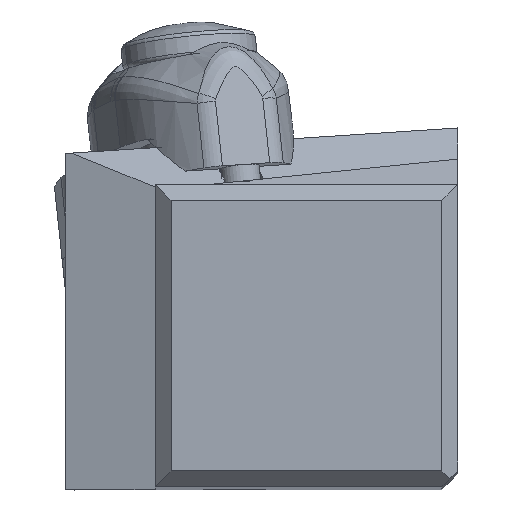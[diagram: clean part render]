
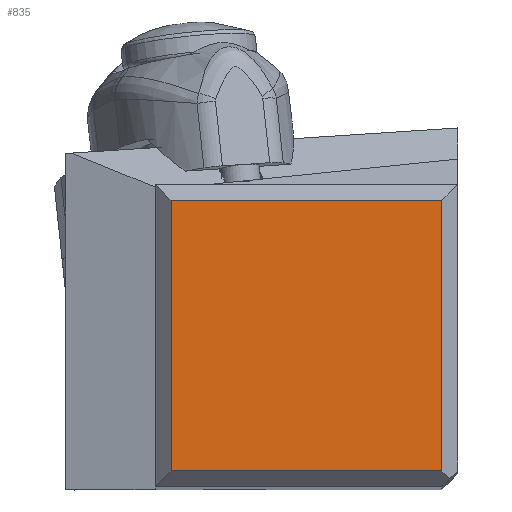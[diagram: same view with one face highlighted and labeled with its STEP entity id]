
A CAD part, top view. The second image highlights one B-rep face of the part: STEP entity #835.
In plain terms, the highlighted planar face has unit normal (0, 0, 1).
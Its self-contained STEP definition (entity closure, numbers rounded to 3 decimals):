
#550=FACE_OUTER_BOUND('',#1242,.T.);
#835=ADVANCED_FACE('',(#550),#1121,.T.);
#1121=PLANE('',#5654);
#1242=EDGE_LOOP('',(#1677,#1678,#1679,#1680));
#1677=ORIENTED_EDGE('',*,*,#3808,.F.);
#1678=ORIENTED_EDGE('',*,*,#3815,.F.);
#1679=ORIENTED_EDGE('',*,*,#3842,.F.);
#1680=ORIENTED_EDGE('',*,*,#3843,.T.);
#3241=VERTEX_POINT('',#7649);
#3242=VERTEX_POINT('',#7651);
#3246=VERTEX_POINT('',#7663);
#3265=VERTEX_POINT('',#7716);
#3808=EDGE_CURVE('',#3241,#3242,#4971,.T.);
#3815=EDGE_CURVE('',#3246,#3241,#4978,.T.);
#3842=EDGE_CURVE('',#3265,#3246,#5002,.T.);
#3843=EDGE_CURVE('',#3265,#3242,#5003,.T.);
#4971=LINE('',#7650,#5268);
#4978=LINE('',#7664,#5275);
#5002=LINE('',#7717,#5299);
#5003=LINE('',#7719,#5300);
#5268=VECTOR('',#6282,1.);
#5275=VECTOR('',#6293,1.);
#5299=VECTOR('',#6337,1.);
#5300=VECTOR('',#6340,1.);
#5654=AXIS2_PLACEMENT_3D('',#7720,#6341,#6342);
#6282=DIRECTION('',(-1.,0.,0.));
#6293=DIRECTION('',(0.,-1.,0.));
#6337=DIRECTION('',(1.,0.,0.));
#6340=DIRECTION('',(0.,-1.,0.));
#6341=DIRECTION('',(0.,0.,1.));
#6342=DIRECTION('',(-1.,0.,0.));
#7649=CARTESIAN_POINT('',(-1.,1.,0.));
#7650=CARTESIAN_POINT('',(-1.,1.,0.));
#7651=CARTESIAN_POINT('',(-18.05,1.,0.));
#7663=CARTESIAN_POINT('',(-1.,18.05,0.));
#7664=CARTESIAN_POINT('',(-1.,18.05,0.));
#7716=CARTESIAN_POINT('',(-18.05,18.05,0.));
#7717=CARTESIAN_POINT('',(-18.05,18.05,0.));
#7719=CARTESIAN_POINT('',(-18.05,18.05,0.));
#7720=CARTESIAN_POINT('',(-9.525,9.525,0.));
